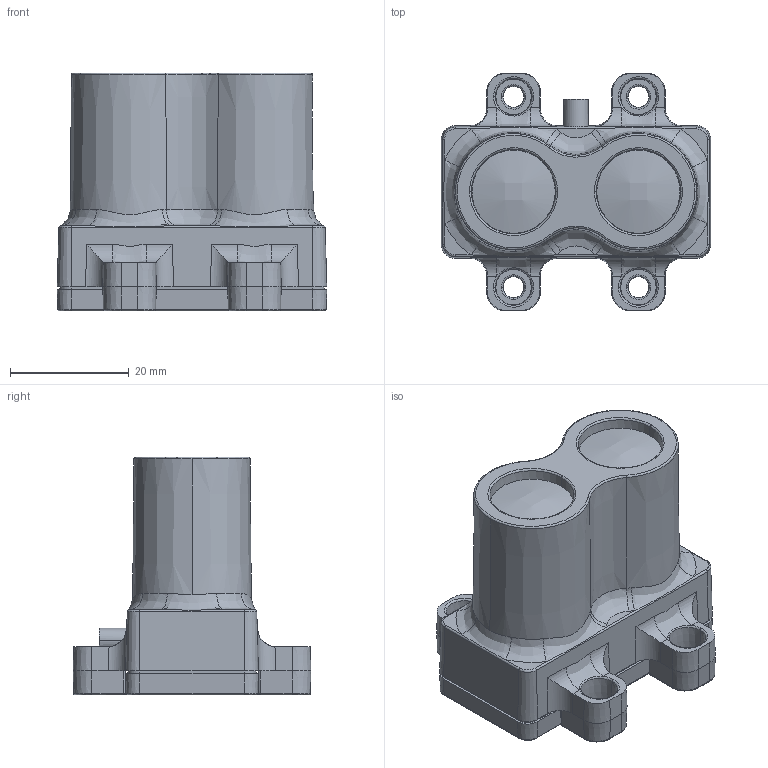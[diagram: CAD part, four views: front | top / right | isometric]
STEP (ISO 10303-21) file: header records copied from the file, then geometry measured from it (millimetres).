
FILE_DESCRIPTION (( 'STEP AP203' ), '1' );
FILE_NAME ('LPBxxÍâÐÎ3DÍ¼500.STEP', '2021-05-20T09:54:44', ( '' ), ( '' ), 'SwSTEP 2.0', 'SolidWorks 2017', '' );
FILE_SCHEMA (( 'CONFIG_CONTROL_DESIGN' ));
Length unit declared in the file: millimetre
Products named in the file (1): LPBxx俋倛3D芞500
Bounding box: 45.32 x 40 x 40 mm (x, y, z)
Volume: 32441.2 mm3; surface area: 8563.6 mm2
Topology: 1 solids, 6 shells, 388 faces, 989 edges, 619 vertices
Faces by surface type: plane 155, bspline 100, cylinder 72, cone 61
Entity records: 16733 total; most frequent: CARTESIAN_POINT 8032, ORIENTED_EDGE 1974, DIRECTION 1585, EDGE_CURVE 987, VERTEX_POINT 619, AXIS2_PLACEMENT_3D 556, VECTOR 473, LINE 473
